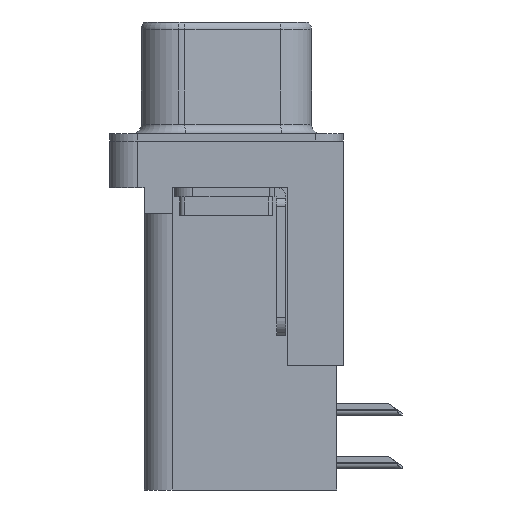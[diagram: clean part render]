
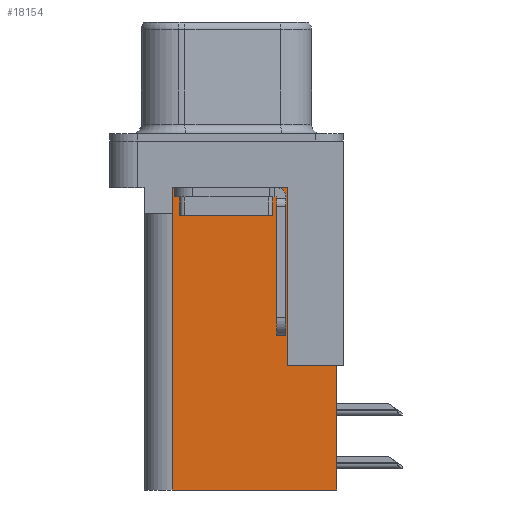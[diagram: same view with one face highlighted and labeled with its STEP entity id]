
A CAD part, left-side view. The second image highlights one B-rep face of the part: STEP entity #18154.
In plain terms, the highlighted planar face has unit normal (-1, 0, 0).
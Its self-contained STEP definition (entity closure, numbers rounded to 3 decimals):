
#92 = CARTESIAN_POINT ( 'NONE',  ( 3.79, -3.295, -12.05 ) ) ;
#254 = EDGE_CURVE ( 'NONE', #24269, #23614, #15524, .T. ) ;
#381 = VERTEX_POINT ( 'NONE', #10802 ) ;
#598 = CARTESIAN_POINT ( 'NONE',  ( 3.79, -3.295, -18.76 ) ) ;
#841 = ORIENTED_EDGE ( 'NONE', *, *, #9819, .F. ) ;
#2125 = DIRECTION ( 'NONE',  ( 1., 0., 0. ) ) ;
#2349 = VECTOR ( 'NONE', #26218, 1000. ) ;
#2384 = VERTEX_POINT ( 'NONE', #92 ) ;
#2735 = DIRECTION ( 'NONE',  ( 0., 0., 1. ) ) ;
#2999 = LINE ( 'NONE', #15882, #2349 ) ;
#3055 = CARTESIAN_POINT ( 'NONE',  ( 3.79, 2.925, -18.76 ) ) ;
#3128 = VECTOR ( 'NONE', #5829, 1000. ) ;
#3295 = CARTESIAN_POINT ( 'NONE',  ( 3.79, 2.895, -3.9 ) ) ;
#3454 = LINE ( 'NONE', #4467, #13943 ) ;
#3460 = VERTEX_POINT ( 'NONE', #3295 ) ;
#4345 = DIRECTION ( 'NONE',  ( 0., 0., -1. ) ) ;
#4467 = CARTESIAN_POINT ( 'NONE',  ( 3.79, -5.925, -2. ) ) ;
#4921 = CARTESIAN_POINT ( 'NONE',  ( 3.79, -6.295, -12.05 ) ) ;
#5369 = CARTESIAN_POINT ( 'NONE',  ( 3.79, 2.925, -3.9 ) ) ;
#5525 = ORIENTED_EDGE ( 'NONE', *, *, #20767, .T. ) ;
#5829 = DIRECTION ( 'NONE',  ( 0., 0., -1. ) ) ;
#6302 = DIRECTION ( 'NONE',  ( 0., 1., 0. ) ) ;
#7534 = EDGE_CURVE ( 'NONE', #12247, #381, #3454, .T. ) ;
#7716 = ORIENTED_EDGE ( 'NONE', *, *, #7534, .F. ) ;
#8334 = CARTESIAN_POINT ( 'NONE',  ( 3.79, 0., -3.9 ) ) ;
#8566 = EDGE_LOOP ( 'NONE', ( #24007, #15202, #5525, #841, #13842, #7716, #13760, #18833 ) ) ;
#8744 = LINE ( 'NONE', #14151, #3128 ) ;
#8879 = CARTESIAN_POINT ( 'NONE',  ( 3.79, -3.295, -2.5 ) ) ;
#8906 = DIRECTION ( 'NONE',  ( 0., 1., 0. ) ) ;
#8978 = CARTESIAN_POINT ( 'NONE',  ( 3.79, -5.925, -12.05 ) ) ;
#9157 = DIRECTION ( 'NONE',  ( 0., 1., 0. ) ) ;
#9551 = AXIS2_PLACEMENT_3D ( 'NONE', #22877, #2125, #16748 ) ;
#9625 = LINE ( 'NONE', #598, #25492 ) ;
#9723 = LINE ( 'NONE', #4921, #11697 ) ;
#9819 = EDGE_CURVE ( 'NONE', #21721, #14936, #2999, .T. ) ;
#10670 = VECTOR ( 'NONE', #8906, 1000. ) ;
#10802 = CARTESIAN_POINT ( 'NONE',  ( 3.79, -5.925, -18.76 ) ) ;
#11697 = VECTOR ( 'NONE', #9157, 1000. ) ;
#12247 = VERTEX_POINT ( 'NONE', #8978 ) ;
#12520 = PLANE ( 'NONE',  #9551 ) ;
#13760 = ORIENTED_EDGE ( 'NONE', *, *, #14739, .T. ) ;
#13842 = ORIENTED_EDGE ( 'NONE', *, *, #25723, .F. ) ;
#13943 = VECTOR ( 'NONE', #4345, 1000. ) ;
#14088 = VECTOR ( 'NONE', #16685, 1000. ) ;
#14151 = CARTESIAN_POINT ( 'NONE',  ( 3.79, 2.895, -3.9 ) ) ;
#14739 = EDGE_CURVE ( 'NONE', #12247, #2384, #9723, .T. ) ;
#14744 = LINE ( 'NONE', #8334, #14088 ) ;
#14936 = VERTEX_POINT ( 'NONE', #5369 ) ;
#15045 = EDGE_CURVE ( 'NONE', #23614, #3460, #8744, .T. ) ;
#15202 = ORIENTED_EDGE ( 'NONE', *, *, #15045, .T. ) ;
#15524 = LINE ( 'NONE', #8879, #10670 ) ;
#15882 = CARTESIAN_POINT ( 'NONE',  ( 3.79, 2.925, -18.76 ) ) ;
#16123 = VECTOR ( 'NONE', #6302, 1000. ) ;
#16685 = DIRECTION ( 'NONE',  ( 0., 1., 0. ) ) ;
#16748 = DIRECTION ( 'NONE',  ( 0., 1., 0. ) ) ;
#18154 = ADVANCED_FACE ( 'NONE', ( #19636 ), #12520, .F. ) ;
#18375 = CARTESIAN_POINT ( 'NONE',  ( 3.79, 2.895, -2.5 ) ) ;
#18833 = ORIENTED_EDGE ( 'NONE', *, *, #25963, .T. ) ;
#19636 = FACE_OUTER_BOUND ( 'NONE', #8566, .T. ) ;
#20738 = CARTESIAN_POINT ( 'NONE',  ( 3.79, -3.295, -18.76 ) ) ;
#20767 = EDGE_CURVE ( 'NONE', #3460, #14936, #14744, .T. ) ;
#21630 = LINE ( 'NONE', #20738, #16123 ) ;
#21721 = VERTEX_POINT ( 'NONE', #3055 ) ;
#22877 = CARTESIAN_POINT ( 'NONE',  ( 3.79, -3.295, -18.76 ) ) ;
#23614 = VERTEX_POINT ( 'NONE', #18375 ) ;
#24007 = ORIENTED_EDGE ( 'NONE', *, *, #254, .T. ) ;
#24264 = CARTESIAN_POINT ( 'NONE',  ( 3.79, -3.295, -2.5 ) ) ;
#24269 = VERTEX_POINT ( 'NONE', #24264 ) ;
#25492 = VECTOR ( 'NONE', #2735, 1000. ) ;
#25723 = EDGE_CURVE ( 'NONE', #381, #21721, #21630, .T. ) ;
#25963 = EDGE_CURVE ( 'NONE', #2384, #24269, #9625, .T. ) ;
#26218 = DIRECTION ( 'NONE',  ( 0., 0., 1. ) ) ;
